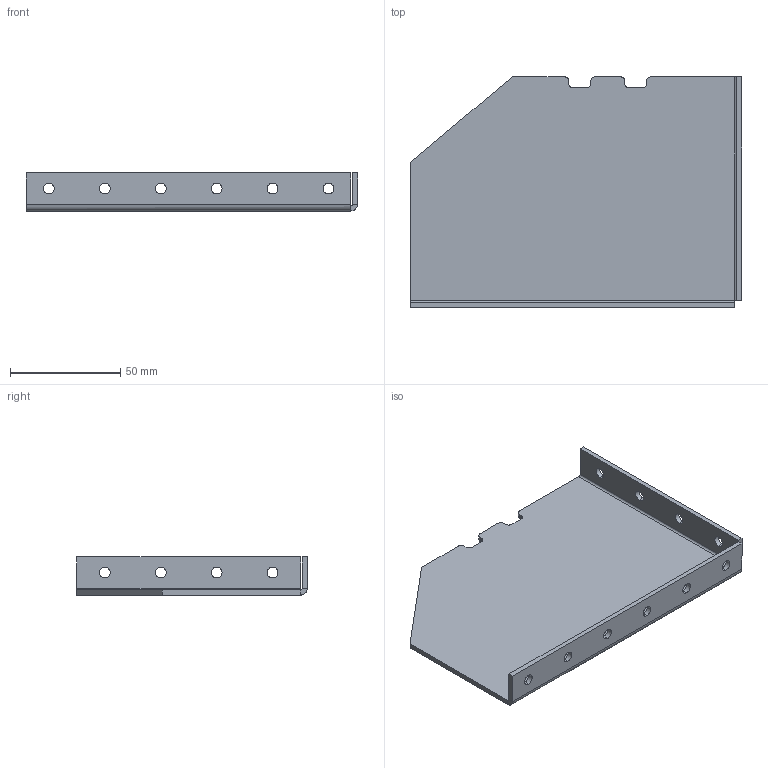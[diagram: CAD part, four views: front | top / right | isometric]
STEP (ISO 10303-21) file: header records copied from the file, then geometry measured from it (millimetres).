
FILE_DESCRIPTION (( 'STEP AP203' ), '1' );
FILE_NAME ('PenthouseInternalWallSCS.STEP', '2024-12-11T04:17:23', ( '' ), ( '' ), 'SwSTEP 2.0', 'SolidWorks 2024', '' );
FILE_SCHEMA (( 'CONFIG_CONTROL_DESIGN' ));
Length unit declared in the file: millimetre
Products named in the file (1): PenthouseInternalWallSCS
Bounding box: 150.42 x 104.7 x 17.3 mm (x, y, z)
Volume: 41583.2 mm3; surface area: 37789.3 mm2
Topology: 1 solids, 1 shells, 59 faces, 155 edges, 98 vertices
Faces by surface type: cylinder 32, plane 25, bspline 2
Entity records: 2030 total; most frequent: CARTESIAN_POINT 419, DIRECTION 327, ORIENTED_EDGE 310, EDGE_CURVE 155, AXIS2_PLACEMENT_3D 118, VERTEX_POINT 98, VECTOR 91, LINE 91
